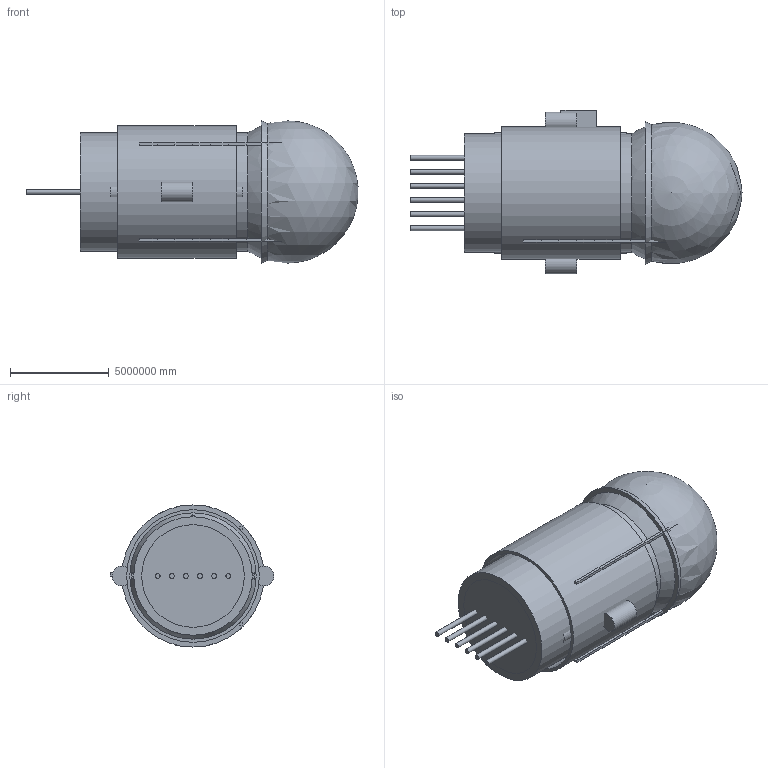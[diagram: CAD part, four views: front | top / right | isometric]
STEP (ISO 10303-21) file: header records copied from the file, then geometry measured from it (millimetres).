
FILE_DESCRIPTION(('FreeCAD Model'),'2;1');
FILE_NAME('Open CASCADE Shape Model','2025-10-14T02:00:45',('Author'),( ''),'Open CASCADE STEP processor 7.8','FreeCAD','Unknown');
FILE_SCHEMA(('AUTOMOTIVE_DESIGN { 1 0 10303 214 1 1 1 1 }'));
Length unit declared in the file: metre
Products named in the file (21): MasterSolid; HeatPipes; Booms; Robots; Bulkheads; FrameRings; MeshPanels; StiffenerWebs; Longerons; BayTruss; Radiators; HGA_Assembly; RTG_Assembly; ThermalLouver; RCSThrusters; AuxThrusters; AirlockHatch; IonThrusters; PayloadBay; DockingTunnel; CargoInterface
Bounding box: 16814452.95 x 8300000 x 7200000 mm (x, y, z)
Volume: 435586001043692519424 mm3
Topology: 142 solids, 145 shells, 583 faces, 891 edges, 595 vertices
Faces by surface type: plane 477, cylinder 98, sphere 6, cone 2
Full cylindrical faces by diameter (mm): 80000 x16, 140000 x17, 160000 x1, 180000 x2, 240000 x7, 260000 x3, 300000 x12, 420000 x8, 1000000 x8, 2460000 x1, 2600000 x1, 3800000 x7, 5000000 x6, 5040000 x2, 5200000 x3, 6000000 x2, 6400000 x1, 6720000 x1
Entity records: 26652 total; most frequent: CARTESIAN_POINT 4994, DIRECTION 4002, LINE 2228, VECTOR 2228, ORIENTED_EDGE 1758, PCURVE 1758, DEFINITIONAL_REPRESENTATION 1758, EDGE_CURVE 879
